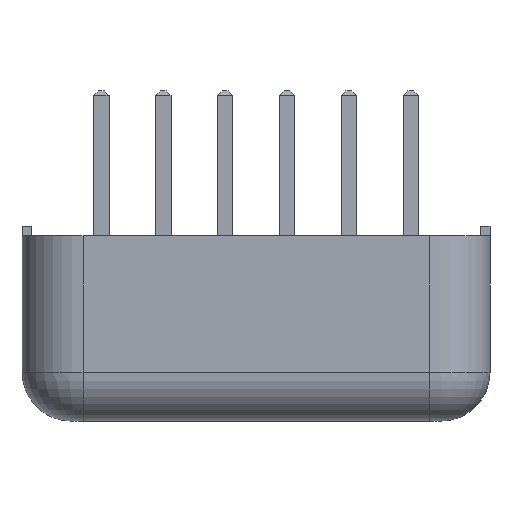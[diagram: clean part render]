
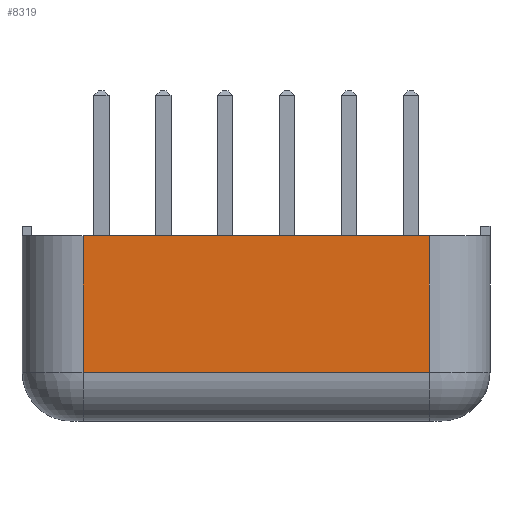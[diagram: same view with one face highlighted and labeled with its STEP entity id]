
A CAD part, left-side view. The second image highlights one B-rep face of the part: STEP entity #8319.
In plain terms, the highlighted planar face has unit normal (-1, 0, 0).
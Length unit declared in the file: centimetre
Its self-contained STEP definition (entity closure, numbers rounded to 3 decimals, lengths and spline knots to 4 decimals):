
#847=VECTOR('',#10105,1.);
#866=VECTOR('',#10131,1.);
#867=VECTOR('',#10132,1.);
#868=VECTOR('',#10133,1.);
#1954=LINE('',#13179,#847);
#1973=LINE('',#13216,#866);
#1974=LINE('',#13218,#867);
#1975=LINE('',#13220,#868);
#2886=VERTEX_POINT('',#13178);
#2887=VERTEX_POINT('',#13180);
#2899=VERTEX_POINT('',#13217);
#2900=VERTEX_POINT('',#13219);
#4002=EDGE_CURVE('',#2887,#2886,#1954,.T.);
#4024=EDGE_CURVE('',#2899,#2886,#1973,.T.);
#4025=EDGE_CURVE('',#2900,#2899,#1974,.T.);
#4026=EDGE_CURVE('',#2887,#2900,#1975,.T.);
#6010=ORIENTED_EDGE('',*,*,#4002,.T.);
#6011=ORIENTED_EDGE('',*,*,#4024,.F.);
#6012=ORIENTED_EDGE('',*,*,#4025,.F.);
#6013=ORIENTED_EDGE('',*,*,#4026,.F.);
#7268=EDGE_LOOP('',(#6010,#6011,#6012,#6013));
#7811=FACE_BOUND('',#7268,.T.);
#8319=ADVANCED_FACE('',(#7811),#14246,.T.);
#8830=AXIS2_PLACEMENT_3D('',#13215,#10130,$);
#10105=DIRECTION('',(0.,1.,0.));
#10130=DIRECTION('',(-1.,0.,0.));
#10131=DIRECTION('',(0.,0.,1.));
#10132=DIRECTION('',(0.,1.,0.));
#10133=DIRECTION('',(0.,0.,-1.));
#13178=CARTESIAN_POINT('',(-1.37,0.71,0.76));
#13179=CARTESIAN_POINT('',(-1.37,-1.24,0.76));
#13180=CARTESIAN_POINT('',(-1.37,-0.71,0.76));
#13215=CARTESIAN_POINT('',(-1.37,0.,0.));
#13216=CARTESIAN_POINT('',(-1.37,0.71,0.));
#13217=CARTESIAN_POINT('',(-1.37,0.71,0.2));
#13218=CARTESIAN_POINT('',(-1.37,0.,0.2));
#13219=CARTESIAN_POINT('',(-1.37,-0.71,0.2));
#13220=CARTESIAN_POINT('',(-1.37,-0.71,0.));
#14246=PLANE('',#8830);
